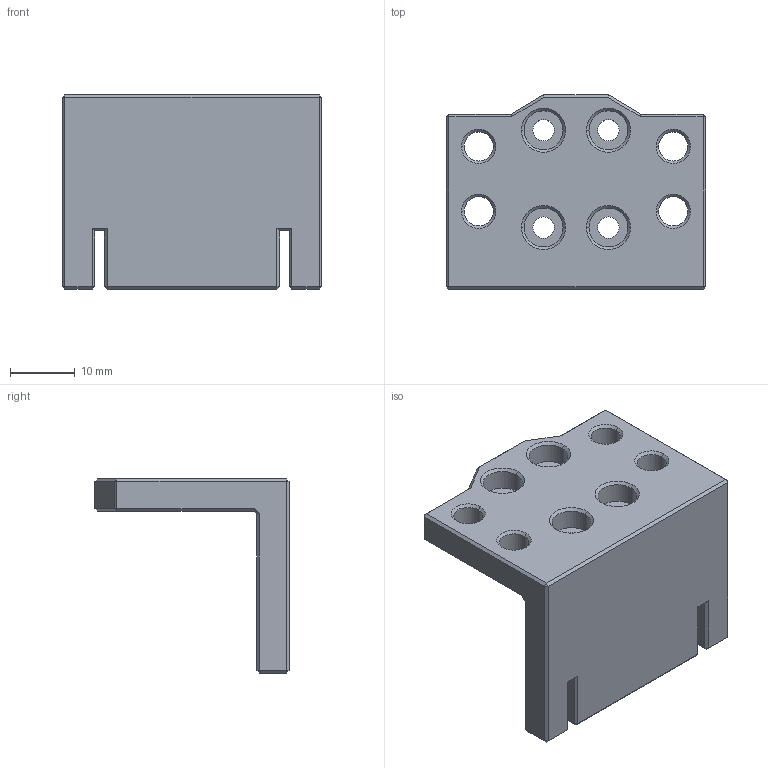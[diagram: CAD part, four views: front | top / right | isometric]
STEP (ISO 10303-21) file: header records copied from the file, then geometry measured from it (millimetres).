
FILE_DESCRIPTION (( 'STEP AP214' ), '1' );
FILE_NAME ('line_base.STEP', '2025-03-04T13:57:13', ( '' ), ( '' ), 'SwSTEP 2.0', 'SolidWorks 2024', '' );
FILE_SCHEMA (( 'AUTOMOTIVE_DESIGN' ));
Length unit declared in the file: millimetre
Products named in the file (1): line_base
Bounding box: 40 x 30 x 30 mm (x, y, z)
Volume: 9667.3 mm3; surface area: 5534.8 mm2
Topology: 1 solids, 1 shells, 146 faces, 314 edges, 174 vertices
Faces by surface type: plane 90, cone 32, cylinder 24
Entity records: 3865 total; most frequent: DIRECTION 688, CARTESIAN_POINT 635, ORIENTED_EDGE 628, EDGE_CURVE 314, LINE 234, VECTOR 234, AXIS2_PLACEMENT_3D 227, VERTEX_POINT 174
